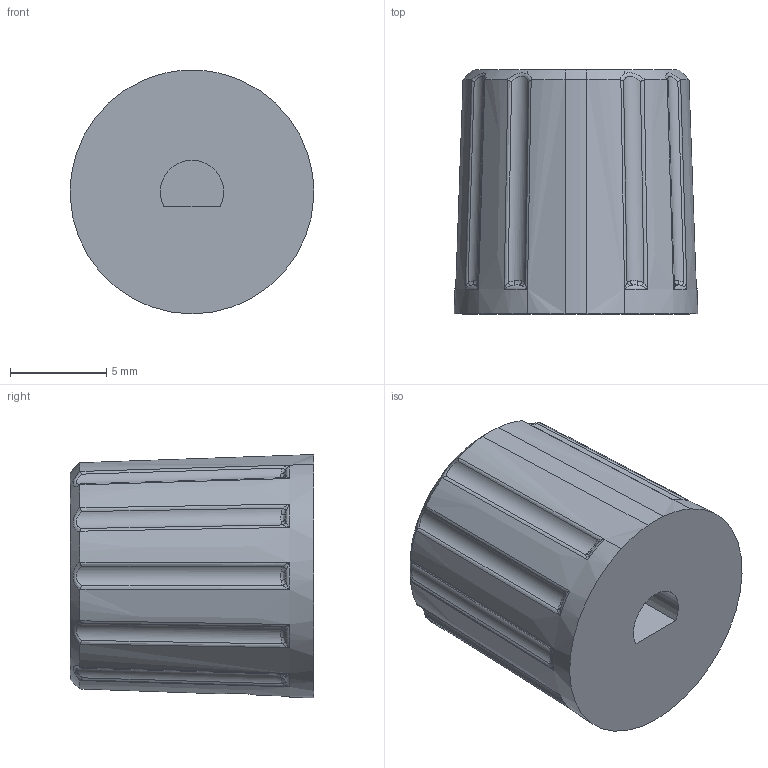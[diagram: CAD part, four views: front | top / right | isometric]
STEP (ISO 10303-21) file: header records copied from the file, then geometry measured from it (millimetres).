
FILE_DESCRIPTION (( 'STEP AP214' ), '1' );
FILE_NAME ('DDI MS21382-0XNX (Modified).STEP', '2021-07-10T03:09:37', ( '' ), ( '' ), 'SwSTEP 2.0', 'SolidWorks 2019', '' );
FILE_SCHEMA (( 'AUTOMOTIVE_DESIGN' ));
Length unit declared in the file: inch
Products named in the file (1): DDI MS21382-0XNX (Modified)
Bounding box: 12.69 x 12.7 x 12.7 mm (x, y, z)
Volume: 1393.4 mm3; surface area: 832.4 mm2
Topology: 1 solids, 1 shells, 140 faces, 395 edges, 235 vertices
Faces by surface type: bspline 90, cylinder 22, torus 12, cone 10, plane 6
Entity records: 6000 total; most frequent: CARTESIAN_POINT 3160, ORIENTED_EDGE 746, EDGE_CURVE 373, DIRECTION 301, B_SPLINE_CURVE_WITH_KNOTS 260, VERTEX_POINT 235, EDGE_LOOP 142, ADVANCED_FACE 140
